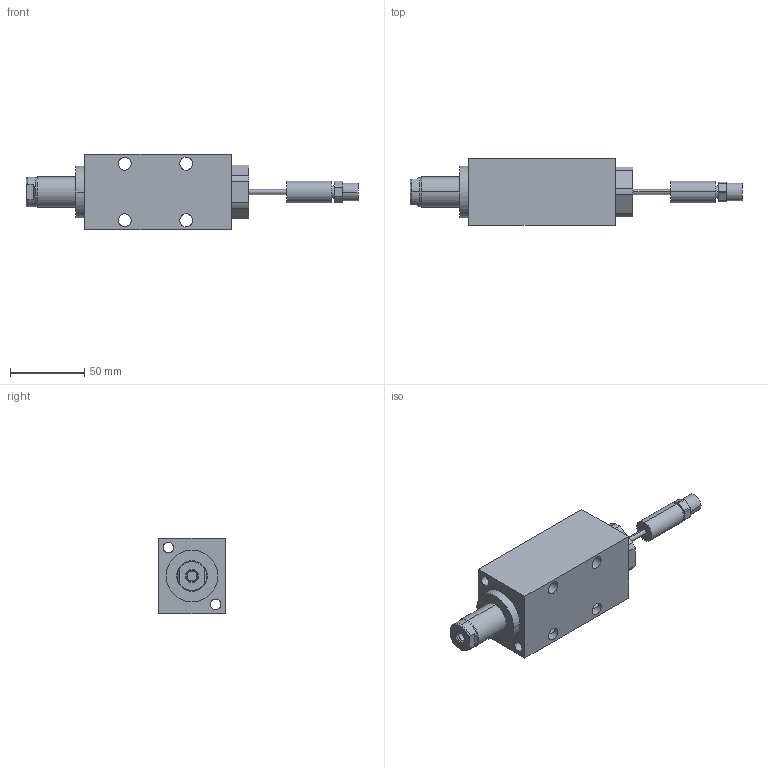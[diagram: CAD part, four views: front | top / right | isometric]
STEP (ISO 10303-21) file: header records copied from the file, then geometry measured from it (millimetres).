
FILE_DESCRIPTION((''),'2;1');
FILE_NAME('ILC20121002US','2025-03-18T13:23:33',('Asawyer'),(''),'CREO PARAMETRIC BY PTC INC, 2021164','CREO PARAMETRIC BY PTC INC, 2021164','');
FILE_SCHEMA(('AUTOMOTIVE_DESIGN { 1 0 10303 214 1 1 1 1 }'));
Length unit declared in the file: inch
Products named in the file (1): ILC20121002US
Bounding box: 223.01 x 44.45 x 50.8 mm (x, y, z)
Volume: 237088 mm3; surface area: 39281.8 mm2
Topology: 1 solids, 2 shells, 107 faces, 276 edges, 176 vertices
Faces by surface type: cylinder 57, plane 36, cone 12, torus 2
Entity records: 5041 total; most frequent: CARTESIAN_POINT 945, DIRECTION 634, ORIENTED_EDGE 540, PRESENTATION_STYLE_ASSIGNMENT 323, STYLED_ITEM 305, CURVE_STYLE 303, EDGE_CURVE 272, AXIS2_PLACEMENT_3D 233
